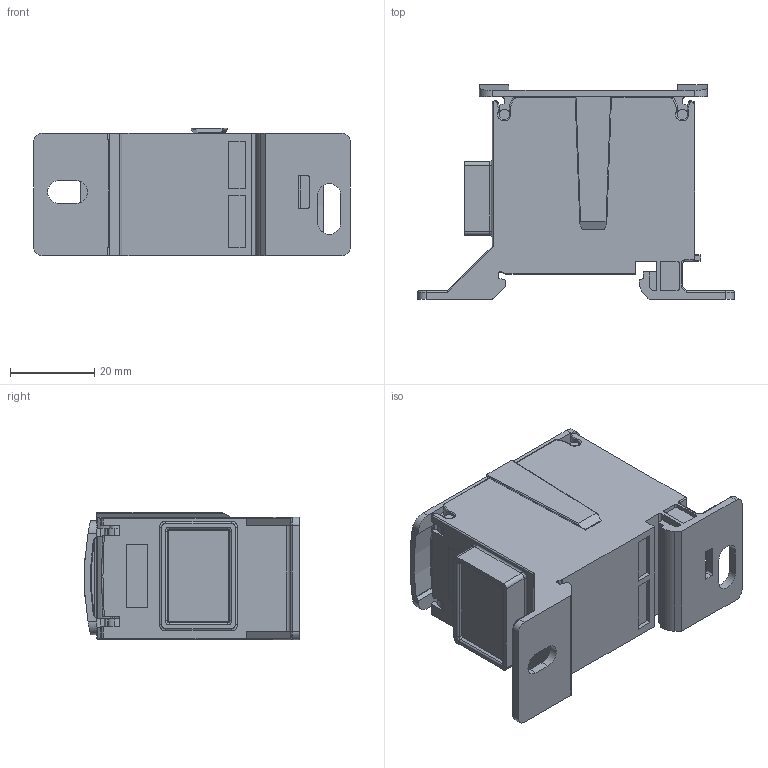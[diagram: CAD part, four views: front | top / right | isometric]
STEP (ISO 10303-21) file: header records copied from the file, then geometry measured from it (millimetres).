
FILE_DESCRIPTION (( 'STEP AP203' ), '1' );
FILE_NAME ('GPB2-250P1-6F.step', '2024-08-05T18:18:21', ( '' ), ( '' ), 'SwSTEP 2.0', 'SolidWorks 2023', '' );
FILE_SCHEMA (( 'CONFIG_CONTROL_DESIGN' ));
Length unit declared in the file: inch
Products named in the file (1): GPB2-250P1-6F
Bounding box: 75 x 50.9 x 30.2 mm (x, y, z)
Volume: 64496.1 mm3; surface area: 15243.6 mm2
Topology: 1 solids, 1 shells, 464 faces, 1223 edges, 753 vertices
Faces by surface type: cylinder 203, plane 181, bspline 78, torus 2
Entity records: 17440 total; most frequent: CARTESIAN_POINT 6511, ORIENTED_EDGE 2414, DIRECTION 2118, EDGE_CURVE 1207, VERTEX_POINT 753, AXIS2_PLACEMENT_3D 729, VECTOR 660, LINE 660
